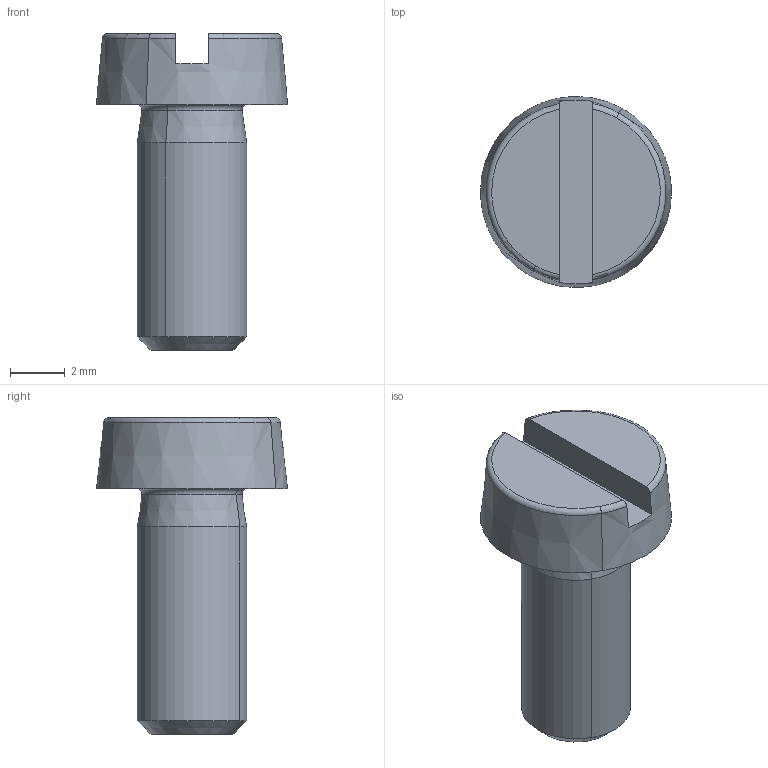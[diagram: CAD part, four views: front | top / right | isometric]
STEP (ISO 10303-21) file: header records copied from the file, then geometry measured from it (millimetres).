
FILE_DESCRIPTION(('CATIA V5R20 STEP214'),'2;1');
FILE_NAME ('6783988_2', '2015-01-16T10:30:25+00:00', ('Weidmueller Interface'), ('Weidmueller'), 'CATIA Version 5 Release 20 SP 5 (IN-10)', 'CATIA V5 STEP AP214', 'none');
FILE_SCHEMA(('AUTOMOTIVE_DESIGN { 1 0 10303 214 1 1 1 1 }'));
Length unit declared in the file: millimetre
Products named in the file (1): 0103300000_BFSC_M4X9T
Bounding box: 7 x 7 x 11.6 mm (x, y, z)
Volume: 195 mm3; surface area: 247.7 mm2
Topology: 1 solids, 1 shells, 21 faces, 46 edges, 28 vertices
Faces by surface type: plane 7, cone 6, torus 6, cylinder 2
Entity records: 627 total; most frequent: CARTESIAN_POINT 179, ORIENTED_EDGE 92, DIRECTION 70, EDGE_CURVE 46, AXIS2_PLACEMENT_3D 43, VERTEX_POINT 28, CIRCLE 26, EDGE_LOOP 22
